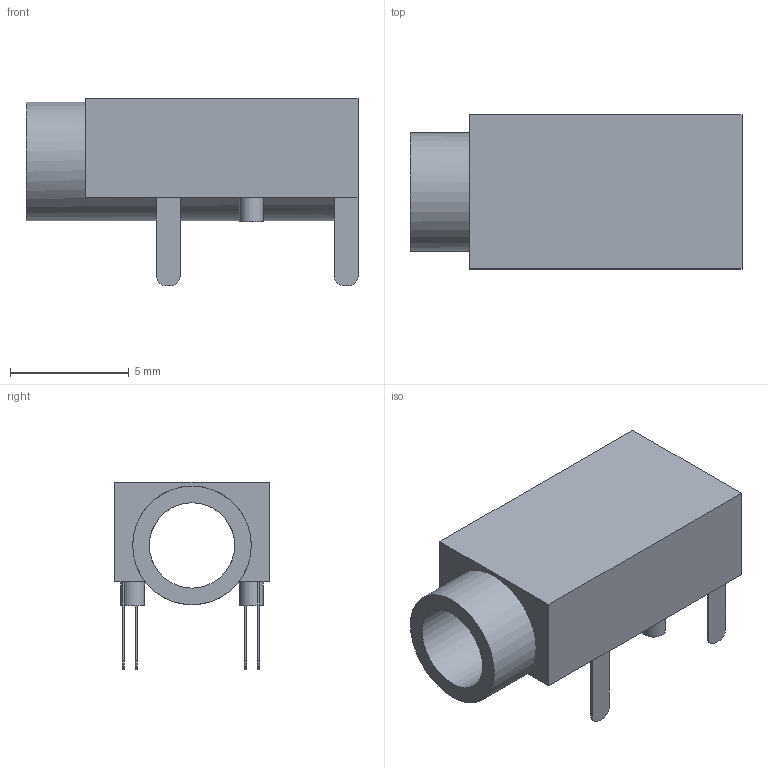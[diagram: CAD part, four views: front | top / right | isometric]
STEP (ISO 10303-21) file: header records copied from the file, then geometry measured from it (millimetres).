
FILE_DESCRIPTION(('FreeCAD Model'),'2;1');
FILE_NAME('Audio_Jack.step', '2018-10-15T10:53:08',('kicad StepUp'),('ksu MCAD'), 'Open CASCADE STEP processor 6.9','FreeCAD','Unknown');
FILE_SCHEMA(('AUTOMOTIVE_DESIGN { 1 0 10303 214 1 1 1 1 }'));
Length unit declared in the file: millimetre
Products named in the file (1): Audio_Jack
Bounding box: 14 x 6.5 x 7.9 mm (x, y, z)
Volume: 253.9 mm3; surface area: 528.2 mm2
Topology: 1 solids, 1 shells, 44 faces, 109 edges, 70 vertices
Faces by surface type: plane 32, cylinder 12
Full cylindrical faces by diameter (mm): 1 x2, 3.6 x1, 5 x1
Entity records: 1623 total; most frequent: DIRECTION 228, CARTESIAN_POINT 224, ORIENTED_EDGE 218, EDGE_CURVE 109, LINE 80, VECTOR 80, AXIS2_PLACEMENT_3D 74, VERTEX_POINT 70
